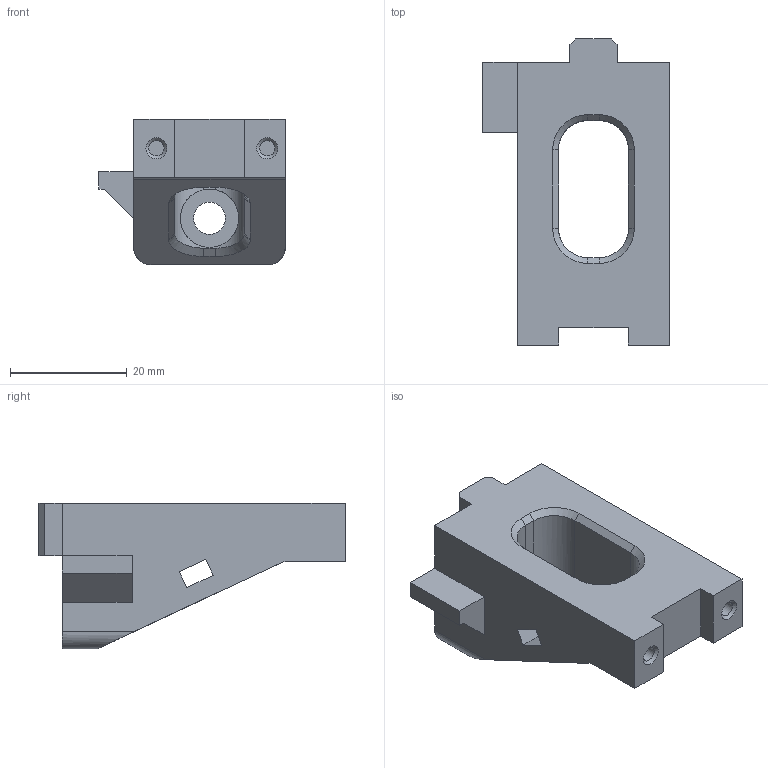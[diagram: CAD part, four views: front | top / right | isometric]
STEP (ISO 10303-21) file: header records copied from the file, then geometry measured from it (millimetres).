
FILE_DESCRIPTION(/* description */ (''),/* implementation_level */ '2;1');
FILE_NAME(/* name */ '02_04__XP__Bracket_A_Optical_Sensor_Y_Axis___V2.0.step',/* time_stamp */ '2025-04-03T11:37:14+02:00',/* author */ (''),/* organization */ (''),/* preprocessor_version */ 'ST-DEVELOPER v20.1',/* originating_system */ 'Autodesk Translation Framework v14.4.0.0',/* authorisation */ '');
FILE_SCHEMA (('AUTOMOTIVE_DESIGN { 1 0 10303 214 3 1 1 }'));
Length unit declared in the file: millimetre
Products named in the file (1): 02_04__XP__Bracket_A_Optical_Sensor_Y_Axis___V2.0
Bounding box: 32 x 52.5 x 25 mm (x, y, z)
Volume: 15874.5 mm3; surface area: 6451.8 mm2
Topology: 1 solids, 1 shells, 72 faces, 186 edges, 118 vertices
Faces by surface type: plane 47, cylinder 11, bspline 8, cone 6
Full cylindrical faces by diameter (mm): 2.6 x2, 5.5 x1, 10 x1
Entity records: 2406 total; most frequent: CARTESIAN_POINT 638, ORIENTED_EDGE 372, DIRECTION 322, EDGE_CURVE 186, LINE 142, VECTOR 142, VERTEX_POINT 118, AXIS2_PLACEMENT_3D 90
